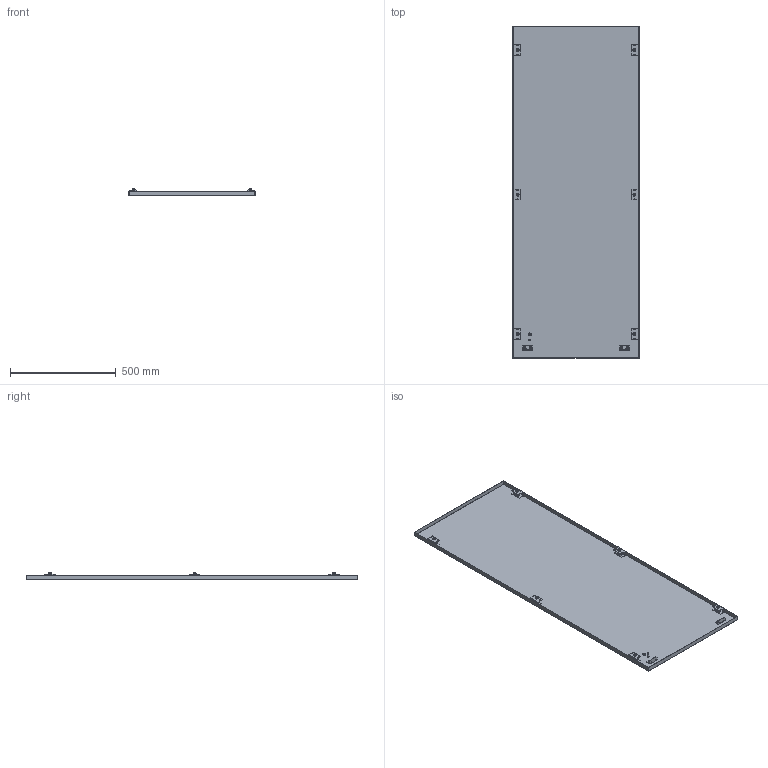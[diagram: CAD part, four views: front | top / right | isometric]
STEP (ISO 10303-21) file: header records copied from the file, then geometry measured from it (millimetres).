
FILE_DESCRIPTION (( 'STEP AP214' ), '1' );
FILE_NAME ('0395-6016-03-97.step', '2024-03-20T14:20:25', ( '' ), ( '' ), 'SwSTEP 2.0', 'SolidWorks 2019', '' );
FILE_SCHEMA (( 'AUTOMOTIVE_DESIGN' ));
Length unit declared in the file: millimetre
Products named in the file (1): 0395-6016-03-97
Bounding box: 595 x 1567 x 36 mm (x, y, z)
Volume: 1592431.2 mm3; surface area: 2106951.5 mm2
Topology: 15 solids, 15 shells, 698 faces, 1716 edges, 1124 vertices
Faces by surface type: plane 462, cylinder 180, cone 44, bspline 12
Entity records: 28181 total; most frequent: CARTESIAN_POINT 4039, DIRECTION 3478, ORIENTED_EDGE 3432, EDGE_CURVE 1716, LINE 1232, VECTOR 1232, VERTEX_POINT 1124, AXIS2_PLACEMENT_3D 1123
